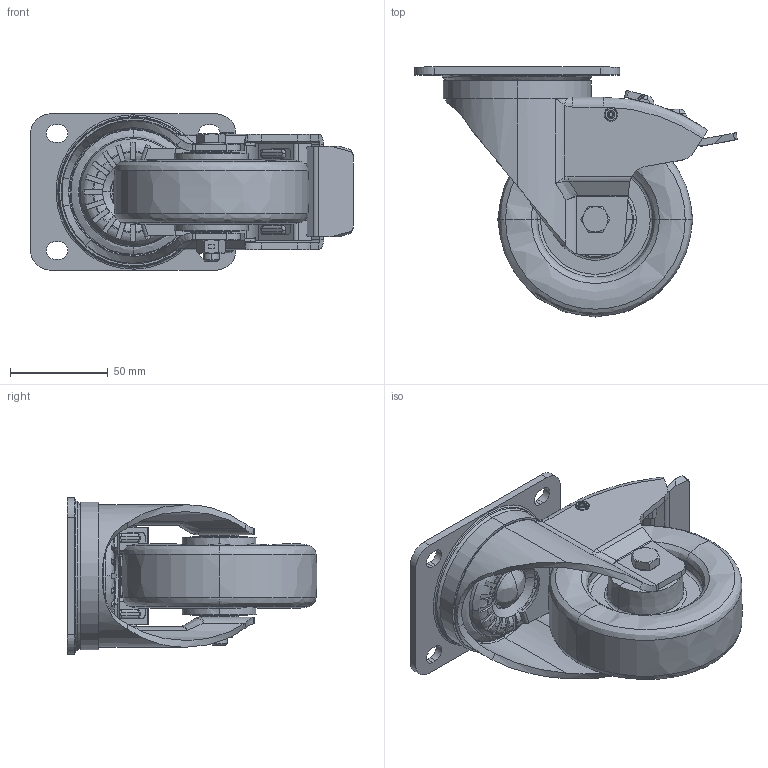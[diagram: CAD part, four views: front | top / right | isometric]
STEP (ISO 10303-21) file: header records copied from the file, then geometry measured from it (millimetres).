
FILE_DESCRIPTION (( 'STEP AP214' ), '1' );
FILE_NAME ('0020324_L-IM-TPKH-100-K-3-DSN.STEP', '2016-11-07T08:56:40', ( '' ), ( '' ), 'SwSTEP 2.0', 'SolidWorks 2016', '' );
FILE_SCHEMA (( 'AUTOMOTIVE_DESIGN' ));
Length unit declared in the file: millimetre
Products named in the file (1): 0020324_L-IM-TPKH-100-K-3-DSN
Bounding box: 165.19 x 127.94 x 80 mm (x, y, z)
Surface area: 138041.8 mm2 (no closed solid volume)
Topology: 0 solids, 24 shells, 1174 faces, 3017 edges, 1911 vertices
Faces by surface type: plane 577, cylinder 279, bspline 200, cone 92, torus 26
Entity records: 61026 total; most frequent: CARTESIAN_POINT 20409, ORIENTED_EDGE 5974, DIRECTION 5466, EDGE_CURVE 3007, AXIS2_PLACEMENT_3D 1922, VERTEX_POINT 1911, LINE 1622, VECTOR 1622
